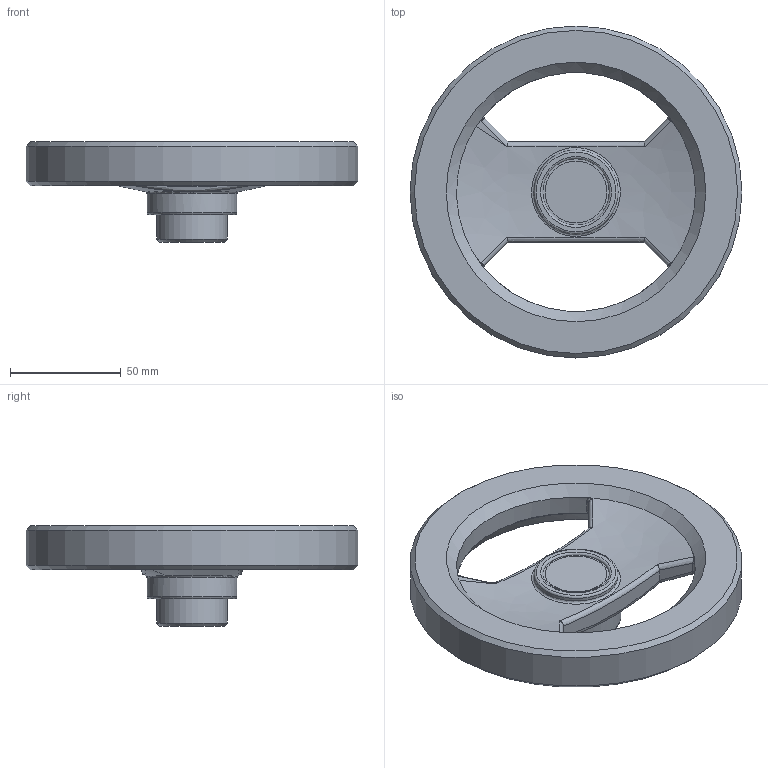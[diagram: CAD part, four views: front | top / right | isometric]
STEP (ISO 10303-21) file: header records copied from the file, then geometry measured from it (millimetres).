
FILE_DESCRIPTION( ( 'Unknown' ), '1' );
FILE_NAME( '6206010_VR2AF_150.stp', 'Unknown', ( 'Unknown' ), ( 'Unknown' ), 'PSStep 10.0', 'Unknown', ' ' );
FILE_SCHEMA( ( 'automotive_design' ) );
Length unit declared in the file: millimetre
Products named in the file (1): 6106010
Bounding box: 150 x 150 x 45.5 mm (x, y, z)
Volume: 238297.2 mm3; surface area: 44527.1 mm2
Topology: 1 solids, 2 shells, 67 faces, 166 edges, 102 vertices
Faces by surface type: bspline 26, plane 13, cylinder 13, cone 9, torus 6
Full cylindrical faces by diameter (mm): 6 x1, 28 x2, 32 x1, 38 x1, 40.6 x1, 150 x1
Entity records: 5980 total; most frequent: CARTESIAN_POINT 4241, ORIENTED_EDGE 260, DIRECTION 192, EDGE_CURVE 130, EDGE_LOOP 92, VERTEX_POINT 91, AXIS2_PLACEMENT_3D 90, FACE_OUTER_BOUND 78
